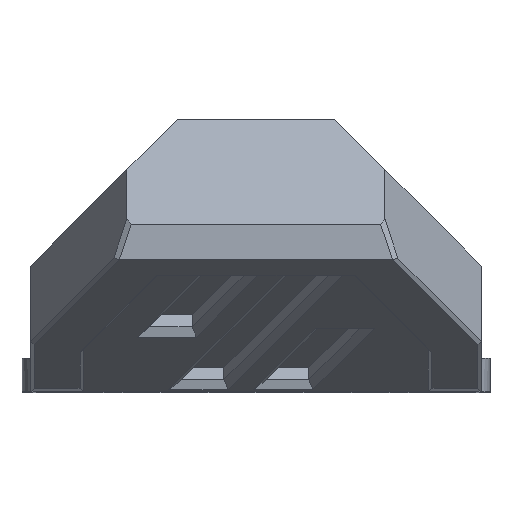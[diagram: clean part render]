
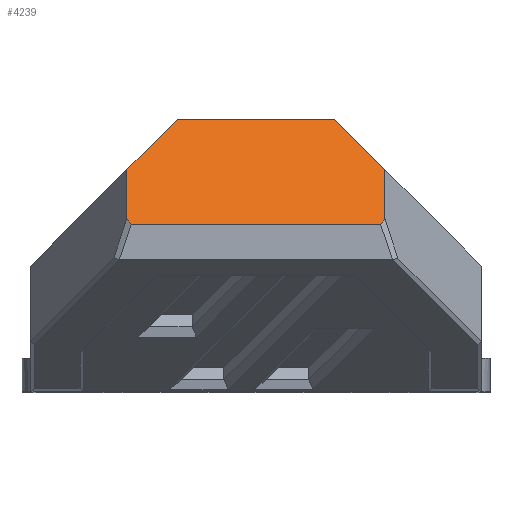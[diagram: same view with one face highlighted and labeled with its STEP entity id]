
A CAD part, top view. The second image highlights one B-rep face of the part: STEP entity #4239.
In plain terms, the highlighted planar face has unit normal (0, 0.574, 0.819).
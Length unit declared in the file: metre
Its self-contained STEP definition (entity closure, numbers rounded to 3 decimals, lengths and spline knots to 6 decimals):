
#482=ORIENTED_EDGE('',*,*,#1662,.T.);
#483=ORIENTED_EDGE('',*,*,#1663,.T.);
#484=ORIENTED_EDGE('',*,*,#1664,.F.);
#485=ORIENTED_EDGE('',*,*,#1665,.T.);
#486=ORIENTED_EDGE('',*,*,#1666,.T.);
#487=ORIENTED_EDGE('',*,*,#1658,.F.);
#488=ORIENTED_EDGE('',*,*,#1667,.T.);
#489=ORIENTED_EDGE('',*,*,#1668,.T.);
#1658=EDGE_CURVE('',#2243,#2244,#2690,.T.);
#1662=EDGE_CURVE('',#2247,#2248,#2694,.T.);
#1663=EDGE_CURVE('',#2248,#2249,#2695,.F.);
#1664=EDGE_CURVE('',#2250,#2249,#2696,.T.);
#1665=EDGE_CURVE('',#2250,#2251,#2697,.T.);
#1666=EDGE_CURVE('',#2251,#2244,#2698,.T.);
#1667=EDGE_CURVE('',#2243,#2252,#2699,.T.);
#1668=EDGE_CURVE('',#2252,#2247,#2700,.T.);
#2243=VERTEX_POINT('',#6366);
#2244=VERTEX_POINT('',#6368);
#2247=VERTEX_POINT('',#6376);
#2248=VERTEX_POINT('',#6377);
#2249=VERTEX_POINT('',#6379);
#2250=VERTEX_POINT('',#6381);
#2251=VERTEX_POINT('',#6383);
#2252=VERTEX_POINT('',#6386);
#2690=LINE('',#6367,#3189);
#2694=LINE('',#6375,#3193);
#2695=LINE('',#6378,#3194);
#2696=LINE('',#6380,#3195);
#2697=LINE('',#6382,#3196);
#2698=LINE('',#6384,#3197);
#2699=LINE('',#6385,#3198);
#2700=LINE('',#6387,#3199);
#3189=VECTOR('',#5084,1.);
#3193=VECTOR('',#5090,1.);
#3194=VECTOR('',#5091,1.);
#3195=VECTOR('',#5092,1.);
#3196=VECTOR('',#5093,1.);
#3197=VECTOR('',#5094,1.);
#3198=VECTOR('',#5095,1.);
#3199=VECTOR('',#5096,1.);
#3532=EDGE_LOOP('',(#482,#483,#484,#485,#486,#487,#488,#489));
#3798=FACE_BOUND('',#3532,.T.);
#4060=PLANE('',#4513);
#4239=ADVANCED_FACE('',(#3798),#4060,.T.);
#4513=AXIS2_PLACEMENT_3D('',#6374,#5088,#5089);
#5084=DIRECTION('',(0.634,0.634,-0.444));
#5088=DIRECTION('',(0.,0.574,0.819));
#5089=DIRECTION('',(0.,-0.819,0.574));
#5090=DIRECTION('',(1.,0.,0.));
#5091=DIRECTION('',(-0.552,-0.683,0.478));
#5092=DIRECTION('',(0.,-0.819,0.574));
#5093=DIRECTION('',(-0.634,0.634,-0.444));
#5094=DIRECTION('',(-1.,0.,0.));
#5095=DIRECTION('',(0.,-0.819,0.574));
#5096=DIRECTION('',(0.552,-0.683,0.478));
#6366=CARTESIAN_POINT('',(-0.007033,-0.017745,0.043516));
#6367=CARTESIAN_POINT('',(-0.001493,-0.012205,0.039637));
#6368=CARTESIAN_POINT('',(-0.004288,-0.015,0.041594));
#6374=CARTESIAN_POINT('',(-0.000017,-0.020073,0.045146));
#6375=CARTESIAN_POINT('',(-0.000017,-0.020726,0.045604));
#6376=CARTESIAN_POINT('',(-0.006801,-0.020726,0.045604));
#6377=CARTESIAN_POINT('',(0.00679,-0.020726,0.045604));
#6378=CARTESIAN_POINT('',(0.005082,-0.022839,0.047083));
#6379=CARTESIAN_POINT('',(0.007022,-0.02044,0.045403));
#6380=CARTESIAN_POINT('',(0.007022,-0.020073,0.045146));
#6381=CARTESIAN_POINT('',(0.007022,-0.017734,0.043509));
#6382=CARTESIAN_POINT('',(-0.002523,-0.008189,0.036825));
#6383=CARTESIAN_POINT('',(0.004288,-0.015,0.041594));
#6384=CARTESIAN_POINT('',(-0.000017,-0.015,0.041594));
#6385=CARTESIAN_POINT('',(-0.007033,-0.020073,0.045146));
#6386=CARTESIAN_POINT('',(-0.007033,-0.02044,0.045403));
#6387=CARTESIAN_POINT('',(-0.0051,-0.02283,0.047077));
